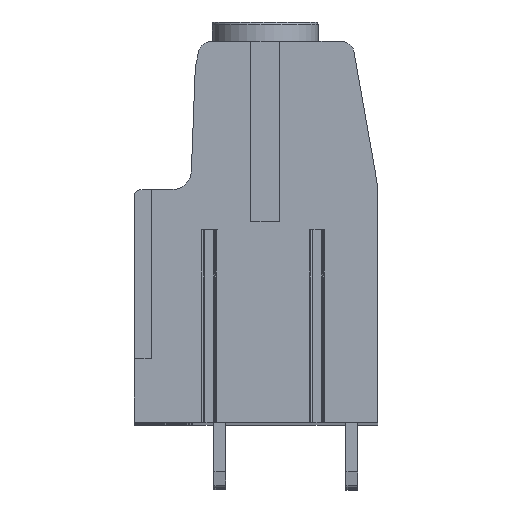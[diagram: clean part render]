
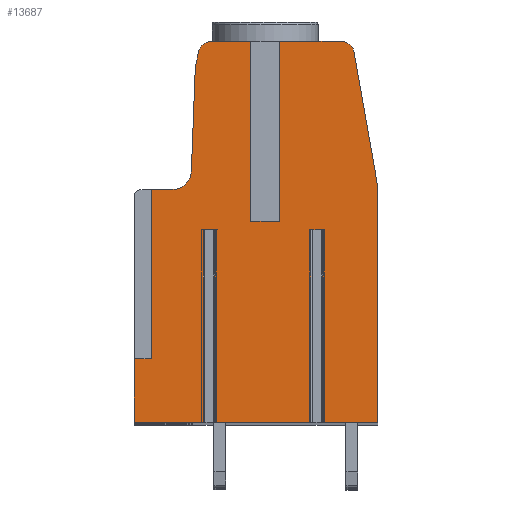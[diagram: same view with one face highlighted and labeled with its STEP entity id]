
A CAD part, top view. The second image highlights one B-rep face of the part: STEP entity #13687.
In plain terms, the highlighted planar face has unit normal (0, 0, 1).
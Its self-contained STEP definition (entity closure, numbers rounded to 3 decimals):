
#16=DIRECTION('',(0.,-1.,0.));
#17=VECTOR('',#16,13.85);
#18=CARTESIAN_POINT('',(1.8,13.9,119.38));
#19=LINE('',#18,#17);
#20=DIRECTION('',(-1.,0.,0.));
#21=VECTOR('',#20,4.762);
#22=CARTESIAN_POINT('',(6.562,13.9,119.38));
#23=LINE('',#22,#21);
#24=CARTESIAN_POINT('',(6.562,12.9,119.38));
#25=DIRECTION('',(0.,0.,1.));
#26=DIRECTION('',(0.985,0.174,0.));
#27=AXIS2_PLACEMENT_3D('',#24,#25,#26);
#29=DIRECTION('',(-0.174,0.985,0.));
#30=VECTOR('',#29,10.381);
#31=CARTESIAN_POINT('',(9.35,2.85,119.38));
#32=LINE('',#31,#30);
#33=DIRECTION('',(0.,1.,0.));
#34=VECTOR('',#33,18.25);
#35=CARTESIAN_POINT('',(9.35,-15.4,119.38));
#36=LINE('',#35,#34);
#37=DIRECTION('',(1.,0.,0.));
#38=VECTOR('',#37,4.173);
#39=CARTESIAN_POINT('',(5.177,-15.4,119.38));
#40=LINE('',#39,#38);
#41=DIRECTION('',(0.,-1.,0.));
#42=VECTOR('',#41,14.8);
#43=CARTESIAN_POINT('',(5.177,-0.6,119.38));
#44=LINE('',#43,#42);
#45=DIRECTION('',(-1.,0.,0.));
#46=VECTOR('',#45,0.955);
#47=CARTESIAN_POINT('',(5.177,-0.6,119.38));
#48=LINE('',#47,#46);
#49=DIRECTION('',(0.,-1.,0.));
#50=VECTOR('',#49,14.8);
#51=CARTESIAN_POINT('',(4.223,-0.6,119.38));
#52=LINE('',#51,#50);
#53=DIRECTION('',(1.,0.,0.));
#54=VECTOR('',#53,7.345);
#55=CARTESIAN_POINT('',(-3.123,-15.4,119.38));
#56=LINE('',#55,#54);
#57=DIRECTION('',(0.,-1.,0.));
#58=VECTOR('',#57,14.8);
#59=CARTESIAN_POINT('',(-3.123,-0.6,119.38));
#60=LINE('',#59,#58);
#61=DIRECTION('',(-1.,0.,0.));
#62=VECTOR('',#61,0.955);
#63=CARTESIAN_POINT('',(-3.123,-0.6,119.38));
#64=LINE('',#63,#62);
#65=DIRECTION('',(0.,-1.,0.));
#66=VECTOR('',#65,14.8);
#67=CARTESIAN_POINT('',(-4.077,-0.6,119.38));
#68=LINE('',#67,#66);
#69=DIRECTION('',(1.,0.,0.));
#70=VECTOR('',#69,5.273);
#71=CARTESIAN_POINT('',(-9.35,-15.4,119.38));
#72=LINE('',#71,#70);
#73=DIRECTION('',(0.,-1.,0.));
#74=VECTOR('',#73,4.9);
#75=CARTESIAN_POINT('',(-9.35,-10.5,119.38));
#76=LINE('',#75,#74);
#77=DIRECTION('',(1.,0.,0.));
#78=VECTOR('',#77,1.3);
#79=CARTESIAN_POINT('',(-9.35,-10.5,119.38));
#80=LINE('',#79,#78);
#81=DIRECTION('',(0.,1.,0.));
#82=VECTOR('',#81,13.);
#83=CARTESIAN_POINT('',(-8.05,-10.5,119.38));
#84=LINE('',#83,#82);
#85=DIRECTION('',(-1.,0.,0.));
#86=VECTOR('',#85,1.578);
#87=CARTESIAN_POINT('',(-6.472,2.5,119.38));
#88=LINE('',#87,#86);
#89=CARTESIAN_POINT('',(-6.472,4.,119.38));
#90=DIRECTION('',(0.,0.,-1.));
#91=DIRECTION('',(0.999,-0.038,0.));
#92=AXIS2_PLACEMENT_3D('',#89,#90,#91);
#94=DIRECTION('',(-0.038,-0.999,0.));
#95=VECTOR('',#94,7.704);
#96=CARTESIAN_POINT('',(-4.681,11.641,119.38));
#97=LINE('',#96,#95);
#98=CARTESIAN_POINT('',(-1.683,11.527,119.38));
#99=DIRECTION('',(0.,0.,1.));
#100=DIRECTION('',(-0.978,0.208,0.));
#101=AXIS2_PLACEMENT_3D('',#98,#99,#100);
#103=DIRECTION('',(-0.208,-0.978,0.));
#104=VECTOR('',#103,0.978);
#105=CARTESIAN_POINT('',(-4.414,13.108,119.38));
#106=LINE('',#105,#104);
#107=CARTESIAN_POINT('',(-3.436,12.9,119.38));
#108=DIRECTION('',(0.,0.,1.));
#109=DIRECTION('',(0.,1.,0.));
#110=AXIS2_PLACEMENT_3D('',#107,#108,#109);
#112=DIRECTION('',(-1.,0.,0.));
#113=VECTOR('',#112,3.036);
#114=CARTESIAN_POINT('',(-0.4,13.9,119.38));
#115=LINE('',#114,#113);
#116=DIRECTION('',(0.,-1.,0.));
#117=VECTOR('',#116,13.85);
#118=CARTESIAN_POINT('',(-0.4,13.9,119.38));
#119=LINE('',#118,#117);
#120=DIRECTION('',(1.,0.,0.));
#121=VECTOR('',#120,2.2);
#122=CARTESIAN_POINT('',(-0.4,0.05,119.38));
#123=LINE('',#122,#121);
#10614=CARTESIAN_POINT('',(9.35,-15.4,119.38));
#10615=CARTESIAN_POINT('',(9.35,2.85,119.38));
#10616=VERTEX_POINT('',#10614);
#10617=VERTEX_POINT('',#10615);
#10618=CARTESIAN_POINT('',(7.547,13.074,119.38));
#10619=VERTEX_POINT('',#10618);
#10620=CARTESIAN_POINT('',(6.562,13.9,119.38));
#10621=VERTEX_POINT('',#10620);
#10622=CARTESIAN_POINT('',(-3.436,13.9,119.38));
#10623=CARTESIAN_POINT('',(-4.414,13.108,119.38));
#10624=VERTEX_POINT('',#10622);
#10625=VERTEX_POINT('',#10623);
#10626=CARTESIAN_POINT('',(-4.617,12.151,119.38));
#10627=VERTEX_POINT('',#10626);
#10628=CARTESIAN_POINT('',(-4.681,11.641,119.38));
#10629=VERTEX_POINT('',#10628);
#10630=CARTESIAN_POINT('',(-4.973,3.943,119.38));
#10631=VERTEX_POINT('',#10630);
#10632=CARTESIAN_POINT('',(-6.472,2.5,119.38));
#10633=VERTEX_POINT('',#10632);
#10750=CARTESIAN_POINT('',(5.177,-15.4,119.38));
#10751=VERTEX_POINT('',#10750);
#10753=CARTESIAN_POINT('',(4.223,-15.4,119.38));
#10755=VERTEX_POINT('',#10753);
#10766=CARTESIAN_POINT('',(-3.123,-15.4,119.38));
#10767=VERTEX_POINT('',#10766);
#10769=CARTESIAN_POINT('',(-4.077,-15.4,119.38));
#10771=VERTEX_POINT('',#10769);
#10776=CARTESIAN_POINT('',(5.177,-0.6,119.38));
#10777=CARTESIAN_POINT('',(4.223,-0.6,119.38));
#10778=VERTEX_POINT('',#10776);
#10779=VERTEX_POINT('',#10777);
#10780=CARTESIAN_POINT('',(-3.123,-0.6,119.38));
#10781=CARTESIAN_POINT('',(-4.077,-0.6,119.38));
#10782=VERTEX_POINT('',#10780);
#10783=VERTEX_POINT('',#10781);
#10784=CARTESIAN_POINT('',(-9.35,-15.4,119.38));
#10785=VERTEX_POINT('',#10784);
#10990=CARTESIAN_POINT('',(-9.35,-10.5,119.38));
#10991=CARTESIAN_POINT('',(-8.05,-10.5,119.38));
#10992=VERTEX_POINT('',#10990);
#10993=VERTEX_POINT('',#10991);
#10994=CARTESIAN_POINT('',(-8.05,2.5,119.38));
#10995=VERTEX_POINT('',#10994);
#11146=CARTESIAN_POINT('',(1.8,13.9,119.38));
#11147=CARTESIAN_POINT('',(1.8,0.05,119.38));
#11148=VERTEX_POINT('',#11146);
#11149=VERTEX_POINT('',#11147);
#11150=CARTESIAN_POINT('',(-0.4,13.9,119.38));
#11151=CARTESIAN_POINT('',(-0.4,0.05,119.38));
#11152=VERTEX_POINT('',#11150);
#11153=VERTEX_POINT('',#11151);
#13628=CARTESIAN_POINT('',(0.,0.,119.38));
#13629=DIRECTION('',(0.,0.,1.));
#13630=DIRECTION('',(1.,0.,0.));
#13631=AXIS2_PLACEMENT_3D('',#13628,#13629,#13630);
#13632=PLANE('',#13631);
#13634=ORIENTED_EDGE('',*,*,#13633,.F.);
#13636=ORIENTED_EDGE('',*,*,#13635,.F.);
#13638=ORIENTED_EDGE('',*,*,#13637,.F.);
#13640=ORIENTED_EDGE('',*,*,#13639,.F.);
#13642=ORIENTED_EDGE('',*,*,#13641,.F.);
#13644=ORIENTED_EDGE('',*,*,#13643,.F.);
#13646=ORIENTED_EDGE('',*,*,#13645,.F.);
#13648=ORIENTED_EDGE('',*,*,#13647,.T.);
#13650=ORIENTED_EDGE('',*,*,#13649,.T.);
#13652=ORIENTED_EDGE('',*,*,#13651,.F.);
#13654=ORIENTED_EDGE('',*,*,#13653,.F.);
#13656=ORIENTED_EDGE('',*,*,#13655,.T.);
#13658=ORIENTED_EDGE('',*,*,#13657,.T.);
#13660=ORIENTED_EDGE('',*,*,#13659,.F.);
#13662=ORIENTED_EDGE('',*,*,#13661,.F.);
#13664=ORIENTED_EDGE('',*,*,#13663,.T.);
#13666=ORIENTED_EDGE('',*,*,#13665,.T.);
#13668=ORIENTED_EDGE('',*,*,#13667,.F.);
#13670=ORIENTED_EDGE('',*,*,#13669,.F.);
#13672=ORIENTED_EDGE('',*,*,#13671,.F.);
#13674=ORIENTED_EDGE('',*,*,#13673,.F.);
#13676=ORIENTED_EDGE('',*,*,#13675,.F.);
#13678=ORIENTED_EDGE('',*,*,#13677,.F.);
#13680=ORIENTED_EDGE('',*,*,#13679,.F.);
#13682=ORIENTED_EDGE('',*,*,#13681,.T.);
#13684=ORIENTED_EDGE('',*,*,#13683,.T.);
#13685=EDGE_LOOP('',(#13634,#13636,#13638,#13640,#13642,#13644,#13646,#13648,
#13650,#13652,#13654,#13656,#13658,#13660,#13662,#13664,#13666,#13668,#13670,
#13672,#13674,#13676,#13678,#13680,#13682,#13684));
#13686=FACE_OUTER_BOUND('',#13685,.F.);
#28=CIRCLE('',#27,1.);
#93=CIRCLE('',#92,1.5);
#102=CIRCLE('',#101,3.);
#111=CIRCLE('',#110,1.);
#13633=EDGE_CURVE('',#11148,#11149,#19,.T.);
#13635=EDGE_CURVE('',#10621,#11148,#23,.T.);
#13637=EDGE_CURVE('',#10619,#10621,#28,.T.);
#13639=EDGE_CURVE('',#10617,#10619,#32,.T.);
#13641=EDGE_CURVE('',#10616,#10617,#36,.T.);
#13643=EDGE_CURVE('',#10751,#10616,#40,.T.);
#13645=EDGE_CURVE('',#10778,#10751,#44,.T.);
#13647=EDGE_CURVE('',#10778,#10779,#48,.T.);
#13649=EDGE_CURVE('',#10779,#10755,#52,.T.);
#13651=EDGE_CURVE('',#10767,#10755,#56,.T.);
#13653=EDGE_CURVE('',#10782,#10767,#60,.T.);
#13655=EDGE_CURVE('',#10782,#10783,#64,.T.);
#13657=EDGE_CURVE('',#10783,#10771,#68,.T.);
#13659=EDGE_CURVE('',#10785,#10771,#72,.T.);
#13661=EDGE_CURVE('',#10992,#10785,#76,.T.);
#13663=EDGE_CURVE('',#10992,#10993,#80,.T.);
#13665=EDGE_CURVE('',#10993,#10995,#84,.T.);
#13667=EDGE_CURVE('',#10633,#10995,#88,.T.);
#13669=EDGE_CURVE('',#10631,#10633,#93,.T.);
#13671=EDGE_CURVE('',#10629,#10631,#97,.T.);
#13673=EDGE_CURVE('',#10627,#10629,#102,.T.);
#13675=EDGE_CURVE('',#10625,#10627,#106,.T.);
#13677=EDGE_CURVE('',#10624,#10625,#111,.T.);
#13679=EDGE_CURVE('',#11152,#10624,#115,.T.);
#13681=EDGE_CURVE('',#11152,#11153,#119,.T.);
#13683=EDGE_CURVE('',#11153,#11149,#123,.T.);
#13687=ADVANCED_FACE('',(#13686),#13632,.T.);
